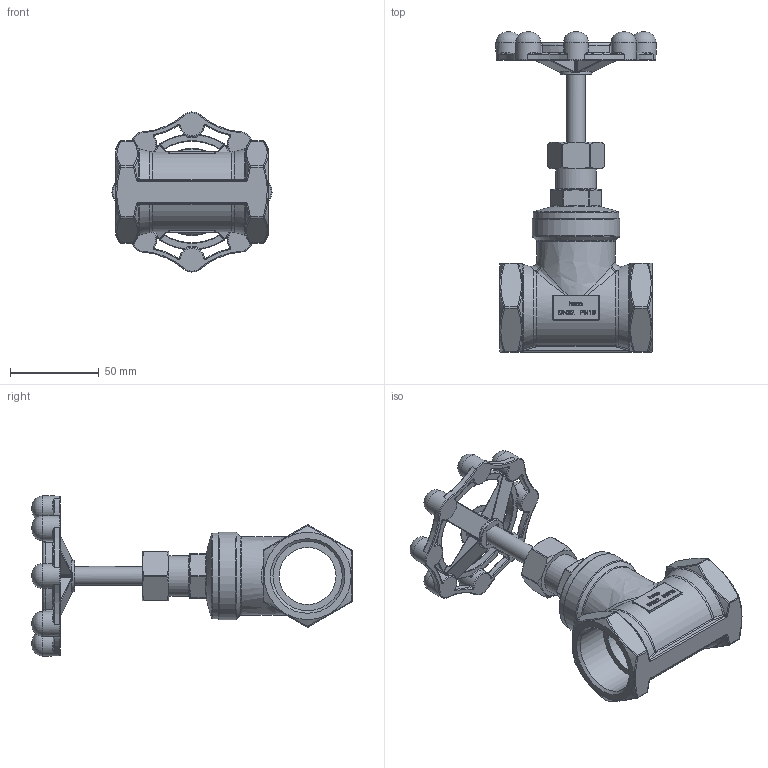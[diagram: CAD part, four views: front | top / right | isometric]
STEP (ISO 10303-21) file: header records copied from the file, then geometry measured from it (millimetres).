
FILE_DESCRIPTION (( 'STEP AP214' ), '1' );
FILE_NAME ('MV-114-000-4 Muffenventil heco.STEP', '2015-04-17T09:59:05', ( 'test' ), ( '' ), 'SwSTEP 2.0', 'SolidWorks 2011', '' );
FILE_SCHEMA (( 'AUTOMOTIVE_DESIGN' ));
Length unit declared in the file: millimetre
Products named in the file (1): MV-114-000-4 Muffenventil heco
Bounding box: 89.99 x 180 x 89.99 mm (x, y, z)
Volume: 186556.3 mm3; surface area: 52450.9 mm2
Topology: 2 solids, 6 shells, 1213 faces, 3017 edges, 1802 vertices
Faces by surface type: bspline 467, plane 347, cylinder 162, torus 151, cone 48, sphere 38
Full cylindrical faces by diameter (mm): 5 x1, 10.7 x1, 14 x8, 18 x1, 23 x1, 25 x1, 32 x1, 38.95 x2, 48 x1, 49 x1
Entity records: 67490 total; most frequent: CARTESIAN_POINT 29228, ORIENTED_EDGE 5772, DIRECTION 4210, EDGE_CURVE 2886, VERTEX_POINT 1766, AXIS2_PLACEMENT_3D 1585, EDGE_LOOP 1318, FACE_OUTER_BOUND 1244
